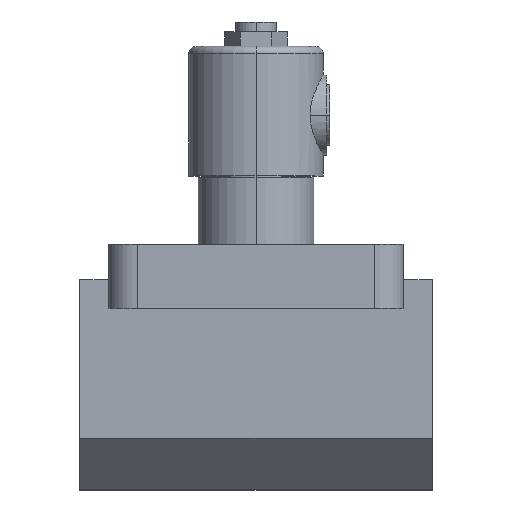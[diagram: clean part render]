
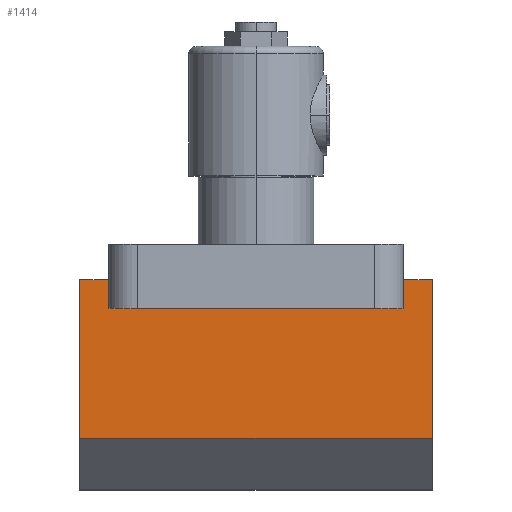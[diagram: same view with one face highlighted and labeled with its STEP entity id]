
A CAD part, top view. The second image highlights one B-rep face of the part: STEP entity #1414.
In plain terms, the highlighted planar face has unit normal (0, 0, 1).
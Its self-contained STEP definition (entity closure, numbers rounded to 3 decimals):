
#7 = EDGE_CURVE ( 'NONE', #463, #1028, #895, .T. ) ;
#72 = CARTESIAN_POINT ( 'NONE',  ( -55., -24.8, 27.5 ) ) ;
#78 = DIRECTION ( 'NONE',  ( 0., -1., 0. ) ) ;
#115 = ORIENTED_EDGE ( 'NONE', *, *, #655, .F. ) ;
#126 = CARTESIAN_POINT ( 'NONE',  ( 55., -24.8, 27.5 ) ) ;
#137 = EDGE_CURVE ( 'NONE', #1891, #935, #356, .T. ) ;
#169 = VERTEX_POINT ( 'NONE', #789 ) ;
#187 = EDGE_CURVE ( 'NONE', #1028, #612, #1533, .T. ) ;
#284 = DIRECTION ( 'NONE',  ( 0., -1., 0. ) ) ;
#301 = DIRECTION ( 'NONE',  ( -1., 0., 0. ) ) ;
#314 = FACE_OUTER_BOUND ( 'NONE', #1182, .T. ) ;
#356 = LINE ( 'NONE', #1515, #431 ) ;
#431 = VECTOR ( 'NONE', #915, 1000. ) ;
#442 = CARTESIAN_POINT ( 'NONE',  ( 55., -24.8, 27.5 ) ) ;
#445 = CARTESIAN_POINT ( 'NONE',  ( -55., -24.8, 27.5 ) ) ;
#453 = DIRECTION ( 'NONE',  ( -1., 0., 0. ) ) ;
#463 = VERTEX_POINT ( 'NONE', #1733 ) ;
#552 = AXIS2_PLACEMENT_3D ( 'NONE', #1204, #871, #1603 ) ;
#559 = CARTESIAN_POINT ( 'NONE',  ( 46., -24.8, 27.5 ) ) ;
#592 = ORIENTED_EDGE ( 'NONE', *, *, #137, .F. ) ;
#612 = VERTEX_POINT ( 'NONE', #1146 ) ;
#634 = LINE ( 'NONE', #1213, #665 ) ;
#637 = ORIENTED_EDGE ( 'NONE', *, *, #7, .T. ) ;
#653 = DIRECTION ( 'NONE',  ( 0., -1., 0. ) ) ;
#655 = EDGE_CURVE ( 'NONE', #1111, #1891, #888, .T. ) ;
#662 = ORIENTED_EDGE ( 'NONE', *, *, #187, .T. ) ;
#665 = VECTOR ( 'NONE', #78, 1000. ) ;
#753 = LINE ( 'NONE', #1465, #867 ) ;
#789 = CARTESIAN_POINT ( 'NONE',  ( 55., -74.3, 27.5 ) ) ;
#814 = VERTEX_POINT ( 'NONE', #126 ) ;
#865 = ORIENTED_EDGE ( 'NONE', *, *, #1883, .F. ) ;
#867 = VECTOR ( 'NONE', #896, 1000. ) ;
#871 = DIRECTION ( 'NONE',  ( 0., 0., -1. ) ) ;
#888 = LINE ( 'NONE', #1056, #1038 ) ;
#895 = LINE ( 'NONE', #1039, #1843 ) ;
#896 = DIRECTION ( 'NONE',  ( -1., 0., 0. ) ) ;
#902 = LINE ( 'NONE', #442, #1467 ) ;
#906 = ORIENTED_EDGE ( 'NONE', *, *, #1584, .F. ) ;
#915 = DIRECTION ( 'NONE',  ( 0., 1., 0. ) ) ;
#935 = VERTEX_POINT ( 'NONE', #559 ) ;
#1017 = ORIENTED_EDGE ( 'NONE', *, *, #1419, .F. ) ;
#1028 = VERTEX_POINT ( 'NONE', #445 ) ;
#1038 = VECTOR ( 'NONE', #1511, 1000. ) ;
#1039 = CARTESIAN_POINT ( 'NONE',  ( 55., -24.8, 27.5 ) ) ;
#1047 = VECTOR ( 'NONE', #653, 1000. ) ;
#1056 = CARTESIAN_POINT ( 'NONE',  ( 46., -33.8, 27.5 ) ) ;
#1075 = EDGE_CURVE ( 'NONE', #814, #935, #753, .T. ) ;
#1111 = VERTEX_POINT ( 'NONE', #1236 ) ;
#1146 = CARTESIAN_POINT ( 'NONE',  ( -55., -74.3, 27.5 ) ) ;
#1182 = EDGE_LOOP ( 'NONE', ( #906, #637, #662, #865, #1017, #1704, #592, #115 ) ) ;
#1204 = CARTESIAN_POINT ( 'NONE',  ( 55., -24.8, 27.5 ) ) ;
#1213 = CARTESIAN_POINT ( 'NONE',  ( -46., -33.8, 27.5 ) ) ;
#1236 = CARTESIAN_POINT ( 'NONE',  ( -46., -33.8, 27.5 ) ) ;
#1257 = VECTOR ( 'NONE', #301, 1000. ) ;
#1295 = CARTESIAN_POINT ( 'NONE',  ( 55., -74.3, 27.5 ) ) ;
#1321 = LINE ( 'NONE', #1295, #1257 ) ;
#1414 = ADVANCED_FACE ( 'NONE', ( #314 ), #1494, .F. ) ;
#1419 = EDGE_CURVE ( 'NONE', #814, #169, #902, .T. ) ;
#1465 = CARTESIAN_POINT ( 'NONE',  ( 55., -24.8, 27.5 ) ) ;
#1467 = VECTOR ( 'NONE', #284, 1000. ) ;
#1481 = CARTESIAN_POINT ( 'NONE',  ( 46., -33.8, 27.5 ) ) ;
#1494 = PLANE ( 'NONE',  #552 ) ;
#1511 = DIRECTION ( 'NONE',  ( 1., 0., 0. ) ) ;
#1515 = CARTESIAN_POINT ( 'NONE',  ( 46., -33.8, 27.5 ) ) ;
#1533 = LINE ( 'NONE', #72, #1047 ) ;
#1584 = EDGE_CURVE ( 'NONE', #463, #1111, #634, .T. ) ;
#1603 = DIRECTION ( 'NONE',  ( 0., 1., 0. ) ) ;
#1704 = ORIENTED_EDGE ( 'NONE', *, *, #1075, .T. ) ;
#1733 = CARTESIAN_POINT ( 'NONE',  ( -46., -24.8, 27.5 ) ) ;
#1843 = VECTOR ( 'NONE', #453, 1000. ) ;
#1883 = EDGE_CURVE ( 'NONE', #169, #612, #1321, .T. ) ;
#1891 = VERTEX_POINT ( 'NONE', #1481 ) ;
